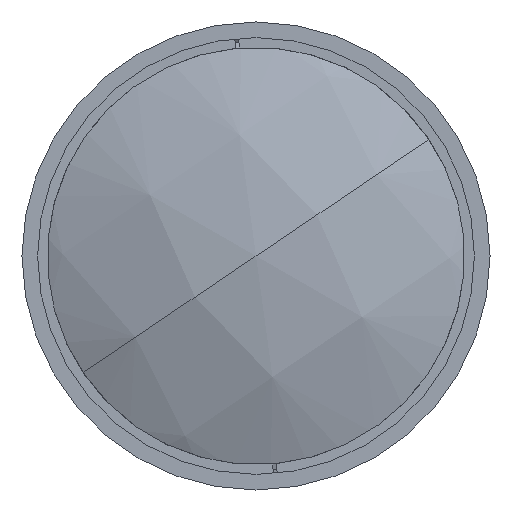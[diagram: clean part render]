
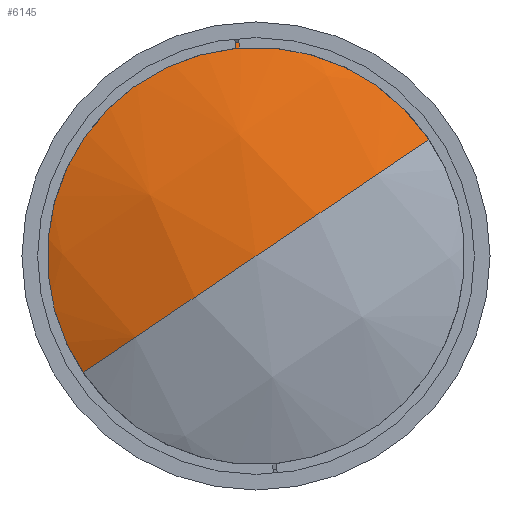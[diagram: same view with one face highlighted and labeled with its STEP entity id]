
A CAD part, left-side view. The second image highlights one B-rep face of the part: STEP entity #6145.
In plain terms, the highlighted spherical face has radius 133.05 mm.
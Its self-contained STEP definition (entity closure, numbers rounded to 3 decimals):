
#160 = CARTESIAN_POINT ( 'NONE',  ( 134.55, 0., 0. ) ) ;
#166 = CARTESIAN_POINT ( 'NONE',  ( 134.55, 0., 0. ) ) ;
#847 = VERTEX_POINT ( 'NONE', #4704 ) ;
#1864 = FACE_OUTER_BOUND ( 'NONE', #5465, .T. ) ;
#1875 = CARTESIAN_POINT ( 'NONE',  ( 13.4, 0., 0. ) ) ;
#2491 = DIRECTION ( 'NONE',  ( 0., -0.83, 0.558 ) ) ;
#2496 = DIRECTION ( 'NONE',  ( 0., 0.558, 0.83 ) ) ;
#3711 = CARTESIAN_POINT ( 'NONE',  ( 134.55, 0., 0. ) ) ;
#3764 = CARTESIAN_POINT ( 'NONE',  ( 13.4, -45.636, 30.697 ) ) ;
#4194 = DIRECTION ( 'NONE',  ( 0., 0.558, 0.83 ) ) ;
#4704 = CARTESIAN_POINT ( 'NONE',  ( 1.5, 0., 0. ) ) ;
#4707 = CIRCLE ( 'NONE', #18962, 133.05 ) ;
#4803 = CIRCLE ( 'NONE', #24158, 133.05 ) ;
#5465 = EDGE_LOOP ( 'NONE', ( #26368, #22801, #27988 ) ) ;
#6044 = DIRECTION ( 'NONE',  ( 0., 0.83, -0.558 ) ) ;
#6145 = ADVANCED_FACE ( 'NONE', ( #1864 ), #14097, .T. ) ;
#7063 = EDGE_CURVE ( 'NONE', #15581, #847, #4707, .T. ) ;
#7274 = AXIS2_PLACEMENT_3D ( 'NONE', #166, #2496, #18573 ) ;
#13821 = VERTEX_POINT ( 'NONE', #27065 ) ;
#13913 = CIRCLE ( 'NONE', #15608, 55. ) ;
#14097 = SPHERICAL_SURFACE ( 'NONE', #7274, 133.05 ) ;
#15195 = EDGE_CURVE ( 'NONE', #15581, #13821, #13913, .T. ) ;
#15581 = VERTEX_POINT ( 'NONE', #3764 ) ;
#15608 = AXIS2_PLACEMENT_3D ( 'NONE', #1875, #17938, #4194 ) ;
#16260 = DIRECTION ( 'NONE',  ( 0., 0.558, 0.83 ) ) ;
#17938 = DIRECTION ( 'NONE',  ( -1., 0., 0. ) ) ;
#18573 = DIRECTION ( 'NONE',  ( 0., -0.83, 0.558 ) ) ;
#18962 = AXIS2_PLACEMENT_3D ( 'NONE', #3711, #19779, #6044 ) ;
#19779 = DIRECTION ( 'NONE',  ( 0., -0.558, -0.83 ) ) ;
#22801 = ORIENTED_EDGE ( 'NONE', *, *, #24156, .T. ) ;
#24156 = EDGE_CURVE ( 'NONE', #13821, #847, #4803, .T. ) ;
#24158 = AXIS2_PLACEMENT_3D ( 'NONE', #160, #16260, #2491 ) ;
#26368 = ORIENTED_EDGE ( 'NONE', *, *, #15195, .T. ) ;
#27065 = CARTESIAN_POINT ( 'NONE',  ( 13.4, 45.636, -30.697 ) ) ;
#27988 = ORIENTED_EDGE ( 'NONE', *, *, #7063, .F. ) ;
